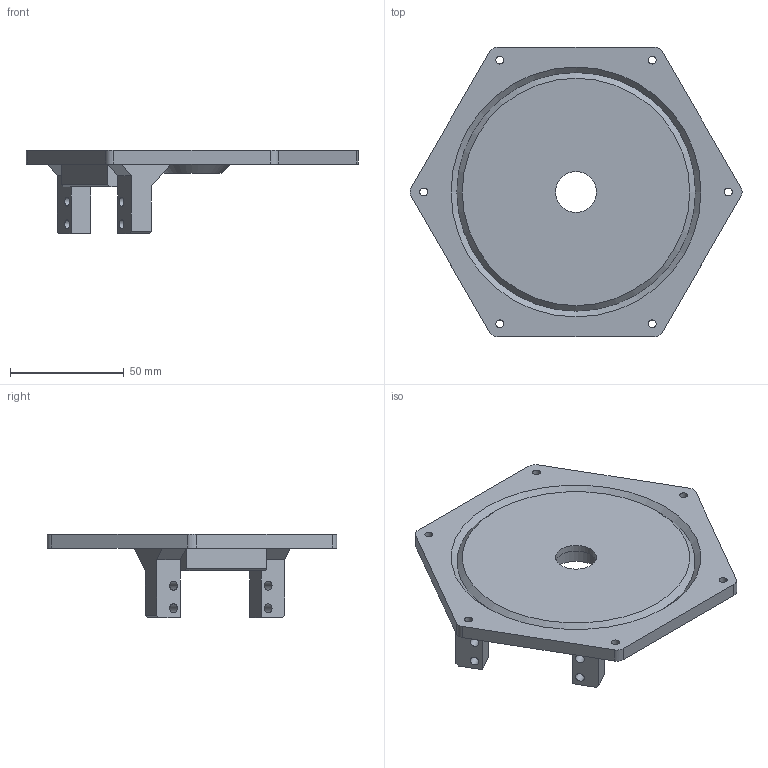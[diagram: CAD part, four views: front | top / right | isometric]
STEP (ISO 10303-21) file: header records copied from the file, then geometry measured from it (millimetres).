
FILE_DESCRIPTION(/* description */ (''),/* implementation_level */ '2;1');
FILE_NAME(/* name */ 'BearingPlateV2.step',/* time_stamp */ '2023-06-09T17:17:54-05:00',/* author */ (''),/* organization */ (''),/* preprocessor_version */ 'ST-DEVELOPER v19.2',/* originating_system */ 'Autodesk Translation Framework v12.6.0.85',/* authorisation */ '');
FILE_SCHEMA (('AUTOMOTIVE_DESIGN { 1 0 10303 214 3 1 1 }'));
Length unit declared in the file: millimetre
Products named in the file (2): Arm2 (v11~recovered); Bearing Plate
Assembly tree (1 placements, depth 2):
  Arm2 (v11~recovered)
    Bearing Plate
Bounding box: 145.96 x 127.48 x 36.5 mm (x, y, z)
Volume: 97515.4 mm3; surface area: 35625.1 mm2
Topology: 1 solids, 1 shells, 94 faces, 239 edges, 157 vertices
Faces by surface type: plane 73, cylinder 18, cone 3
Full cylindrical faces by diameter (mm): 3.5 x6, 4 x4, 18 x1, 22.2 x1
Entity records: 2908 total; most frequent: CARTESIAN_POINT 493, ORIENTED_EDGE 478, DIRECTION 474, EDGE_CURVE 239, LINE 198, VECTOR 198, VERTEX_POINT 157, AXIS2_PLACEMENT_3D 138
